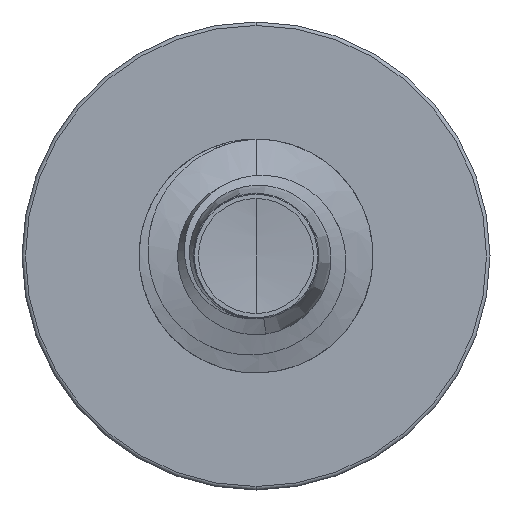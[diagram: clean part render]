
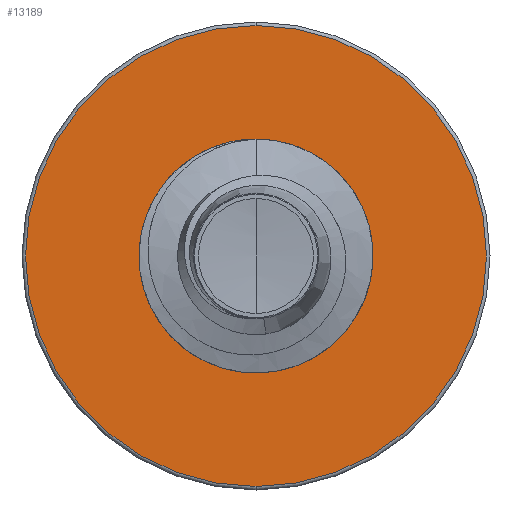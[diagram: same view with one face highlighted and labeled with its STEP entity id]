
A CAD part, front view. The second image highlights one B-rep face of the part: STEP entity #13189.
In plain terms, the highlighted planar face has unit normal (0, -1, 0).
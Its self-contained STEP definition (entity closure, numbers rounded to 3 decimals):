
#152 = AXIS2_PLACEMENT_3D ( 'NONE', #1174, #1966, #10519 ) ;
#627 = CARTESIAN_POINT ( 'NONE',  ( 0., 9., 2.842 ) ) ;
#697 = CARTESIAN_POINT ( 'NONE',  ( 0., 9., 5.91 ) ) ;
#1174 = CARTESIAN_POINT ( 'NONE',  ( 0., 9., 0. ) ) ;
#1591 = DIRECTION ( 'NONE',  ( 0., 0., 1. ) ) ;
#1648 = DIRECTION ( 'NONE',  ( 0., 1., 0. ) ) ;
#1966 = DIRECTION ( 'NONE',  ( 0., 1., 0. ) ) ;
#1998 = CARTESIAN_POINT ( 'NONE',  ( 0., 9., -2.842 ) ) ;
#2060 = ORIENTED_EDGE ( 'NONE', *, *, #13143, .F. ) ;
#2248 = PLANE ( 'NONE',  #3922 ) ;
#2308 = ORIENTED_EDGE ( 'NONE', *, *, #13648, .T. ) ;
#2362 = EDGE_LOOP ( 'NONE', ( #11350, #2060 ) ) ;
#2440 = FACE_BOUND ( 'NONE', #12819, .T. ) ;
#2771 = AXIS2_PLACEMENT_3D ( 'NONE', #8395, #14450, #9560 ) ;
#2842 = DIRECTION ( 'NONE',  ( 0., 0., 1. ) ) ;
#2936 = DIRECTION ( 'NONE',  ( 0., 1., 0. ) ) ;
#3011 = CARTESIAN_POINT ( 'NONE',  ( 0., 9., 0. ) ) ;
#3323 = CARTESIAN_POINT ( 'NONE',  ( 0., 9., -2.842 ) ) ;
#3327 = ORIENTED_EDGE ( 'NONE', *, *, #13256, .T. ) ;
#3632 = CIRCLE ( 'NONE', #4097, 5.91 ) ;
#3817 = AXIS2_PLACEMENT_3D ( 'NONE', #7336, #7331, #7300 ) ;
#3922 = AXIS2_PLACEMENT_3D ( 'NONE', #1998, #1648, #1591 ) ;
#4097 = AXIS2_PLACEMENT_3D ( 'NONE', #3011, #2936, #2842 ) ;
#4713 = CIRCLE ( 'NONE', #2771, 2.842 ) ;
#4800 = VERTEX_POINT ( 'NONE', #627 ) ;
#5712 = CARTESIAN_POINT ( 'NONE',  ( 0., 9., -5.91 ) ) ;
#7300 = DIRECTION ( 'NONE',  ( 0., 0., 1. ) ) ;
#7331 = DIRECTION ( 'NONE',  ( 0., 1., 0. ) ) ;
#7336 = CARTESIAN_POINT ( 'NONE',  ( 0., 9., 0. ) ) ;
#8181 = VERTEX_POINT ( 'NONE', #697 ) ;
#8395 = CARTESIAN_POINT ( 'NONE',  ( 0., 9., 0. ) ) ;
#8980 = VERTEX_POINT ( 'NONE', #5712 ) ;
#9560 = DIRECTION ( 'NONE',  ( 0., 0., 1. ) ) ;
#9976 = CIRCLE ( 'NONE', #3817, 2.842 ) ;
#10519 = DIRECTION ( 'NONE',  ( 0., 0., 1. ) ) ;
#11350 = ORIENTED_EDGE ( 'NONE', *, *, #11391, .F. ) ;
#11391 = EDGE_CURVE ( 'NONE', #8181, #8980, #14251, .T. ) ;
#12147 = FACE_OUTER_BOUND ( 'NONE', #2362, .T. ) ;
#12405 = VERTEX_POINT ( 'NONE', #3323 ) ;
#12819 = EDGE_LOOP ( 'NONE', ( #2308, #3327 ) ) ;
#13143 = EDGE_CURVE ( 'NONE', #8980, #8181, #3632, .T. ) ;
#13189 = ADVANCED_FACE ( 'NONE', ( #12147, #2440 ), #2248, .F. ) ;
#13256 = EDGE_CURVE ( 'NONE', #12405, #4800, #9976, .T. ) ;
#13648 = EDGE_CURVE ( 'NONE', #4800, #12405, #4713, .T. ) ;
#14251 = CIRCLE ( 'NONE', #152, 5.91 ) ;
#14450 = DIRECTION ( 'NONE',  ( 0., 1., 0. ) ) ;
